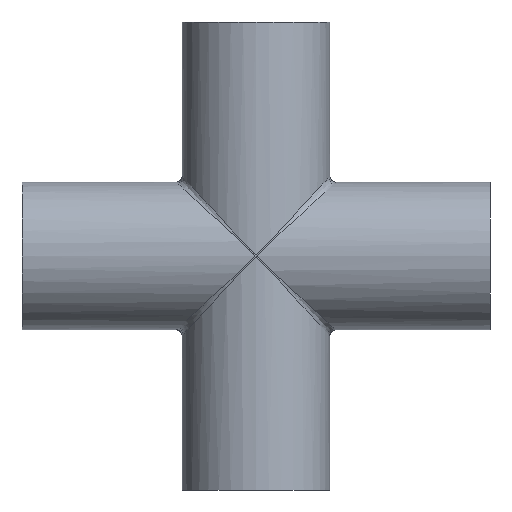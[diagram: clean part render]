
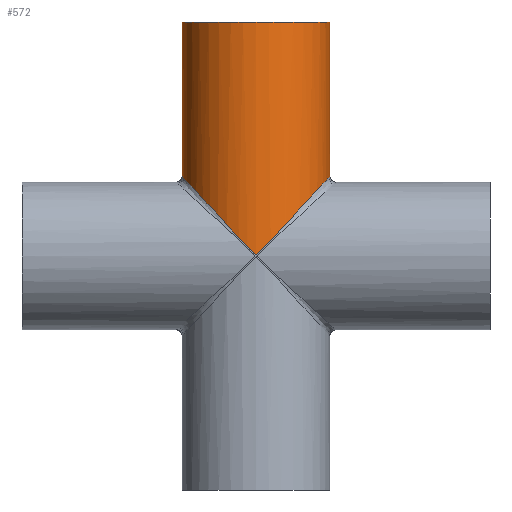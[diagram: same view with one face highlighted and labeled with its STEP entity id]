
A CAD part, front view. The second image highlights one B-rep face of the part: STEP entity #572.
In plain terms, the highlighted cylindrical face has radius 19.05 mm (diameter 38.1 mm), a partial arc.
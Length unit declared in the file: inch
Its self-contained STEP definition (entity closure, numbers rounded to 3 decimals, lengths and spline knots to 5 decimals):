
#46 = DIRECTION ( 'NONE',  ( 0., 0., -1. ) ) ;
#51 = CARTESIAN_POINT ( 'NONE',  ( 0., 0., 2.37402 ) ) ;
#65 = AXIS2_PLACEMENT_3D ( 'NONE', #942, #414, #767 ) ;
#84 = VERTEX_POINT ( 'NONE', #696 ) ;
#214 = CIRCLE ( 'NONE', #65, 0.75 ) ;
#216 = CARTESIAN_POINT ( 'NONE',  ( 0., -0.75, 0. ) ) ;
#254 = CARTESIAN_POINT ( 'NONE',  ( -0.75, 0., 2.37402 ) ) ;
#320 = CARTESIAN_POINT ( 'NONE',  ( -0.43934, -0.75, 0.47393 ) ) ;
#357 = AXIS2_PLACEMENT_3D ( 'NONE', #51, #46, #405 ) ;
#387 = EDGE_CURVE ( 'NONE', #527, #1127, #938, .T. ) ;
#398 = ORIENTED_EDGE ( 'NONE', *, *, #652, .T. ) ;
#400 = ORIENTED_EDGE ( 'NONE', *, *, #387, .F. ) ;
#405 = DIRECTION ( 'NONE',  ( -1., 0., 0. ) ) ;
#414 = DIRECTION ( 'NONE',  ( 0., 0., 1. ) ) ;
#419 = VERTEX_POINT ( 'NONE', #1002 ) ;
#427 = CYLINDRICAL_SURFACE ( 'NONE', #357, 0.75 ) ;
#455 = CARTESIAN_POINT ( 'NONE',  ( 0.75, 0., 2.37402 ) ) ;
#459 = ORIENTED_EDGE ( 'NONE', *, *, #956, .T. ) ;
#483 = EDGE_CURVE ( 'NONE', #1016, #527, #214, .T. ) ;
#495 = CARTESIAN_POINT ( 'NONE',  ( 0.75, 0., 2.37402 ) ) ;
#504 = LINE ( 'NONE', #534, #1051 ) ;
#506 = CARTESIAN_POINT ( 'NONE',  ( -0.75, 0., 0.80906 ) ) ;
#511 = CARTESIAN_POINT ( 'NONE',  ( -0.75, -0.43934, 0.80906 ) ) ;
#527 = VERTEX_POINT ( 'NONE', #495 ) ;
#534 = CARTESIAN_POINT ( 'NONE',  ( -0.75, 0., 2.37402 ) ) ;
#572 = ADVANCED_FACE ( 'NONE', ( #714 ), #427, .T. ) ;
#598 = CARTESIAN_POINT ( 'NONE',  ( 0.75, 0., 0.80906 ) ) ;
#611 = CARTESIAN_POINT ( 'NONE',  ( 0.75, 0., 0.80906 ) ) ;
#617 = EDGE_CURVE ( 'NONE', #84, #1127, #924, .T. ) ;
#624 = ORIENTED_EDGE ( 'NONE', *, *, #617, .T. ) ;
#652 = EDGE_CURVE ( 'NONE', #419, #84, #753, .T. ) ;
#694 = VECTOR ( 'NONE', #802, 39.37008 ) ;
#696 = CARTESIAN_POINT ( 'NONE',  ( 0., -0.75, 0. ) ) ;
#714 = FACE_OUTER_BOUND ( 'NONE', #862, .T. ) ;
#753 =( BOUNDED_CURVE ( )  B_SPLINE_CURVE ( 3, ( #506, #511, #320, #1118 ),
 .UNSPECIFIED., .F., .T. ) 
 B_SPLINE_CURVE_WITH_KNOTS ( ( 4, 4 ),
 ( 0., 1.5708 ),
 .UNSPECIFIED. ) 
 CURVE ( )  GEOMETRIC_REPRESENTATION_ITEM ( )  RATIONAL_B_SPLINE_CURVE ( ( 1., 0.805, 0.805, 1. ) ) 
 REPRESENTATION_ITEM ( '' )  );
#767 = DIRECTION ( 'NONE',  ( 1., 0., 0. ) ) ;
#802 = DIRECTION ( 'NONE',  ( 0., 0., -1. ) ) ;
#862 = EDGE_LOOP ( 'NONE', ( #400, #965, #459, #398, #624 ) ) ;
#885 = DIRECTION ( 'NONE',  ( 0., 0., -1. ) ) ;
#924 =( BOUNDED_CURVE ( )  B_SPLINE_CURVE ( 3, ( #216, #949, #945, #598 ),
 .UNSPECIFIED., .F., .F. ) 
 B_SPLINE_CURVE_WITH_KNOTS ( ( 4, 4 ),
 ( 1.5708, 3.14159 ),
 .UNSPECIFIED. ) 
 CURVE ( )  GEOMETRIC_REPRESENTATION_ITEM ( )  RATIONAL_B_SPLINE_CURVE ( ( 1., 0.805, 0.805, 1. ) ) 
 REPRESENTATION_ITEM ( '' )  );
#938 = LINE ( 'NONE', #455, #694 ) ;
#942 = CARTESIAN_POINT ( 'NONE',  ( 0., 0., 2.37402 ) ) ;
#945 = CARTESIAN_POINT ( 'NONE',  ( 0.75, -0.43934, 0.80906 ) ) ;
#949 = CARTESIAN_POINT ( 'NONE',  ( 0.43934, -0.75, 0.47393 ) ) ;
#956 = EDGE_CURVE ( 'NONE', #1016, #419, #504, .T. ) ;
#965 = ORIENTED_EDGE ( 'NONE', *, *, #483, .F. ) ;
#1002 = CARTESIAN_POINT ( 'NONE',  ( -0.75, 0., 0.80906 ) ) ;
#1016 = VERTEX_POINT ( 'NONE', #254 ) ;
#1051 = VECTOR ( 'NONE', #885, 39.37008 ) ;
#1118 = CARTESIAN_POINT ( 'NONE',  ( 0., -0.75, 0. ) ) ;
#1127 = VERTEX_POINT ( 'NONE', #611 ) ;
